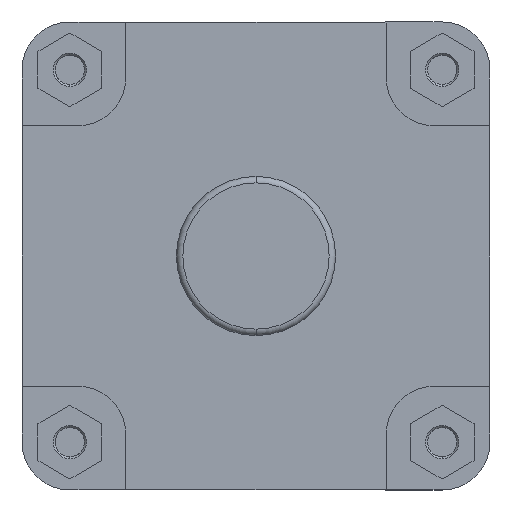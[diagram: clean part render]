
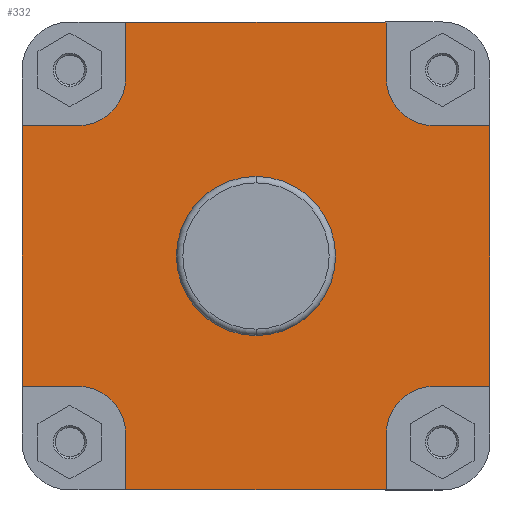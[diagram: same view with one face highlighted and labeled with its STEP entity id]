
A CAD part, left-side view. The second image highlights one B-rep face of the part: STEP entity #332.
In plain terms, the highlighted planar face has unit normal (-1, 0, 0).
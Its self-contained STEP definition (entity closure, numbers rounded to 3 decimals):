
#44 = CARTESIAN_POINT ( 'NONE',  ( 65., 0., -37.4 ) ) ;
#56 = CARTESIAN_POINT ( 'NONE',  ( 65., 0., 37.4 ) ) ;
#332 = ADVANCED_FACE ( 'NONE', ( #4624, #4619 ), #1242, .F. ) ;
#384 = VERTEX_POINT ( 'NONE', #1452 ) ;
#389 = VERTEX_POINT ( 'NONE', #1480 ) ;
#405 = VERTEX_POINT ( 'NONE', #1554 ) ;
#443 = VERTEX_POINT ( 'NONE', #1680 ) ;
#454 = VERTEX_POINT ( 'NONE', #1740 ) ;
#456 = VERTEX_POINT ( 'NONE', #1742 ) ;
#459 = VERTEX_POINT ( 'NONE', #1745 ) ;
#462 = VERTEX_POINT ( 'NONE', #1747 ) ;
#484 = VERTEX_POINT ( 'NONE', #1769 ) ;
#487 = VERTEX_POINT ( 'NONE', #1772 ) ;
#488 = VERTEX_POINT ( 'NONE', #1773 ) ;
#496 = VERTEX_POINT ( 'NONE', #1781 ) ;
#501 = VERTEX_POINT ( 'NONE', #1786 ) ;
#502 = VERTEX_POINT ( 'NONE', #1787 ) ;
#505 = VERTEX_POINT ( 'NONE', #1790 ) ;
#506 = VERTEX_POINT ( 'NONE', #1791 ) ;
#545 = EDGE_LOOP ( 'NONE', ( #2741, #2740, #2739, #2738, #2737, #2736, #2735, #2734, #2733, #2732, #2731, #2730, #2729, #2728, #2727, #2726 ) ) ;
#1233 = CARTESIAN_POINT ( 'NONE',  ( 65., 37.4, 0. ) ) ;
#1242 = PLANE ( 'NONE',  #3787 ) ;
#1243 = DIRECTION ( 'NONE',  ( 1., 0., 0. ) ) ;
#1244 = DIRECTION ( 'NONE',  ( 0., 0., -1. ) ) ;
#1452 = CARTESIAN_POINT ( 'NONE',  ( 65., 61.25, -110. ) ) ;
#1480 = CARTESIAN_POINT ( 'NONE',  ( 65., -83.75, -61.25 ) ) ;
#1554 = CARTESIAN_POINT ( 'NONE',  ( 65., 61.25, -83.75 ) ) ;
#1680 = CARTESIAN_POINT ( 'NONE',  ( 65., 110., 61.25 ) ) ;
#1740 = CARTESIAN_POINT ( 'NONE',  ( 65., -61.25, -83.75 ) ) ;
#1742 = CARTESIAN_POINT ( 'NONE',  ( 65., 83.75, 61.25 ) ) ;
#1745 = CARTESIAN_POINT ( 'NONE',  ( 65., -110., -61.25 ) ) ;
#1747 = CARTESIAN_POINT ( 'NONE',  ( 65., 110., -61.25 ) ) ;
#1769 = CARTESIAN_POINT ( 'NONE',  ( 65., -110., 61.25 ) ) ;
#1772 = CARTESIAN_POINT ( 'NONE',  ( 65., -61.25, 83.75 ) ) ;
#1773 = CARTESIAN_POINT ( 'NONE',  ( 65., 61.25, 83.75 ) ) ;
#1781 = CARTESIAN_POINT ( 'NONE',  ( 65., 61.25, 110. ) ) ;
#1786 = CARTESIAN_POINT ( 'NONE',  ( 65., 83.75, -61.25 ) ) ;
#1787 = CARTESIAN_POINT ( 'NONE',  ( 65., -61.25, -110. ) ) ;
#1790 = CARTESIAN_POINT ( 'NONE',  ( 65., -83.75, 61.25 ) ) ;
#1791 = CARTESIAN_POINT ( 'NONE',  ( 65., -61.25, 110. ) ) ;
#2291 = EDGE_CURVE ( 'NONE', #4328, #4316, #5141, .T. ) ;
#2726 = ORIENTED_EDGE ( 'NONE', *, *, #3555, .F. ) ;
#2727 = ORIENTED_EDGE ( 'NONE', *, *, #3554, .F. ) ;
#2728 = ORIENTED_EDGE ( 'NONE', *, *, #3553, .F. ) ;
#2729 = ORIENTED_EDGE ( 'NONE', *, *, #3552, .F. ) ;
#2730 = ORIENTED_EDGE ( 'NONE', *, *, #3551, .F. ) ;
#2731 = ORIENTED_EDGE ( 'NONE', *, *, #3550, .F. ) ;
#2732 = ORIENTED_EDGE ( 'NONE', *, *, #3549, .F. ) ;
#2733 = ORIENTED_EDGE ( 'NONE', *, *, #3548, .F. ) ;
#2734 = ORIENTED_EDGE ( 'NONE', *, *, #3547, .F. ) ;
#2735 = ORIENTED_EDGE ( 'NONE', *, *, #3546, .F. ) ;
#2736 = ORIENTED_EDGE ( 'NONE', *, *, #3545, .F. ) ;
#2737 = ORIENTED_EDGE ( 'NONE', *, *, #3544, .T. ) ;
#2738 = ORIENTED_EDGE ( 'NONE', *, *, #3541, .F. ) ;
#2739 = ORIENTED_EDGE ( 'NONE', *, *, #3540, .F. ) ;
#2740 = ORIENTED_EDGE ( 'NONE', *, *, #3543, .F. ) ;
#2741 = ORIENTED_EDGE ( 'NONE', *, *, #3542, .T. ) ;
#2742 = ORIENTED_EDGE ( 'NONE', *, *, #3524, .F. ) ;
#2743 = ORIENTED_EDGE ( 'NONE', *, *, #2291, .F. ) ;
#3524 = EDGE_CURVE ( 'NONE', #4316, #4328, #6734, .T. ) ;
#3540 = EDGE_CURVE ( 'NONE', #389, #454, #6759, .T. ) ;
#3541 = EDGE_CURVE ( 'NONE', #459, #389, #6758, .T. ) ;
#3542 = EDGE_CURVE ( 'NONE', #384, #502, #6754, .T. ) ;
#3543 = EDGE_CURVE ( 'NONE', #454, #502, #6747, .T. ) ;
#3544 = EDGE_CURVE ( 'NONE', #459, #484, #6756, .T. ) ;
#3545 = EDGE_CURVE ( 'NONE', #505, #484, #6765, .T. ) ;
#3546 = EDGE_CURVE ( 'NONE', #487, #505, #6769, .T. ) ;
#3547 = EDGE_CURVE ( 'NONE', #506, #487, #6768, .T. ) ;
#3548 = EDGE_CURVE ( 'NONE', #496, #506, #6767, .T. ) ;
#3549 = EDGE_CURVE ( 'NONE', #488, #496, #6772, .T. ) ;
#3550 = EDGE_CURVE ( 'NONE', #456, #488, #6776, .T. ) ;
#3551 = EDGE_CURVE ( 'NONE', #443, #456, #6775, .T. ) ;
#3552 = EDGE_CURVE ( 'NONE', #462, #443, #6774, .T. ) ;
#3553 = EDGE_CURVE ( 'NONE', #501, #462, #6779, .T. ) ;
#3554 = EDGE_CURVE ( 'NONE', #405, #501, #6784, .T. ) ;
#3555 = EDGE_CURVE ( 'NONE', #384, #405, #6783, .T. ) ;
#3787 = AXIS2_PLACEMENT_3D ( 'NONE', #1233, #1243, #1244 ) ;
#3963 = AXIS2_PLACEMENT_3D ( 'NONE', #5664, #5668, #5669 ) ;
#4066 = AXIS2_PLACEMENT_3D ( 'NONE', #6316, #6323, #6324 ) ;
#4077 = AXIS2_PLACEMENT_3D ( 'NONE', #6359, #6366, #6367 ) ;
#4079 = AXIS2_PLACEMENT_3D ( 'NONE', #6378, #6379, #6380 ) ;
#4081 = AXIS2_PLACEMENT_3D ( 'NONE', #6387, #6388, #6389 ) ;
#4082 = AXIS2_PLACEMENT_3D ( 'NONE', #6396, #6397, #6398 ) ;
#4159 = EDGE_LOOP ( 'NONE', ( #2743, #2742 ) ) ;
#4316 = VERTEX_POINT ( 'NONE', #44 ) ;
#4328 = VERTEX_POINT ( 'NONE', #56 ) ;
#4619 = FACE_OUTER_BOUND ( 'NONE', #545, .T. ) ;
#4624 = FACE_BOUND ( 'NONE', #4159, .T. ) ;
#5141 = CIRCLE ( 'NONE', #3963, 37.4 ) ;
#5664 = CARTESIAN_POINT ( 'NONE',  ( 65., 0., 0. ) ) ;
#5668 = DIRECTION ( 'NONE',  ( -1., 0., 0. ) ) ;
#5669 = DIRECTION ( 'NONE',  ( 0., 0., 1. ) ) ;
#6316 = CARTESIAN_POINT ( 'NONE',  ( 65., 0., 0. ) ) ;
#6323 = DIRECTION ( 'NONE',  ( -1., 0., 0. ) ) ;
#6324 = DIRECTION ( 'NONE',  ( 0., 0., 1. ) ) ;
#6359 = CARTESIAN_POINT ( 'NONE',  ( 65., -83.75, -83.75 ) ) ;
#6363 = CARTESIAN_POINT ( 'NONE',  ( 65., -110., -61.25 ) ) ;
#6366 = DIRECTION ( 'NONE',  ( -1., 0., 0. ) ) ;
#6367 = DIRECTION ( 'NONE',  ( 0., 0., -1. ) ) ;
#6368 = CARTESIAN_POINT ( 'NONE',  ( 65., -242.141, -110. ) ) ;
#6369 = DIRECTION ( 'NONE',  ( 0., 1., 0. ) ) ;
#6370 = CARTESIAN_POINT ( 'NONE',  ( 65., -61.25, -83.75 ) ) ;
#6371 = DIRECTION ( 'NONE',  ( 0., -1., 0. ) ) ;
#6372 = CARTESIAN_POINT ( 'NONE',  ( 65., -110., 0. ) ) ;
#6373 = DIRECTION ( 'NONE',  ( 0., 0., -1. ) ) ;
#6374 = DIRECTION ( 'NONE',  ( 0., 0., 1. ) ) ;
#6375 = CARTESIAN_POINT ( 'NONE',  ( 65., -61.25, 110. ) ) ;
#6376 = CARTESIAN_POINT ( 'NONE',  ( 65., -83.75, 61.25 ) ) ;
#6377 = DIRECTION ( 'NONE',  ( 0., -1., 0. ) ) ;
#6378 = CARTESIAN_POINT ( 'NONE',  ( 65., -83.75, 83.75 ) ) ;
#6379 = DIRECTION ( 'NONE',  ( -1., 0., 0. ) ) ;
#6380 = DIRECTION ( 'NONE',  ( 0., 0., -1. ) ) ;
#6381 = CARTESIAN_POINT ( 'NONE',  ( 65., -242.141, 110. ) ) ;
#6382 = DIRECTION ( 'NONE',  ( 0., 0., -1. ) ) ;
#6383 = DIRECTION ( 'NONE',  ( 0., -1., 0. ) ) ;
#6384 = CARTESIAN_POINT ( 'NONE',  ( 65., 110., 61.25 ) ) ;
#6385 = CARTESIAN_POINT ( 'NONE',  ( 65., 61.25, 83.75 ) ) ;
#6386 = DIRECTION ( 'NONE',  ( 0., 0., 1. ) ) ;
#6387 = CARTESIAN_POINT ( 'NONE',  ( 65., 83.75, 83.75 ) ) ;
#6388 = DIRECTION ( 'NONE',  ( -1., 0., 0. ) ) ;
#6389 = DIRECTION ( 'NONE',  ( 0., 0., -1. ) ) ;
#6390 = CARTESIAN_POINT ( 'NONE',  ( 65., 110., 0. ) ) ;
#6391 = DIRECTION ( 'NONE',  ( 0., -1., 0. ) ) ;
#6392 = DIRECTION ( 'NONE',  ( 0., 0., 1. ) ) ;
#6393 = CARTESIAN_POINT ( 'NONE',  ( 65., 61.25, -110. ) ) ;
#6394 = CARTESIAN_POINT ( 'NONE',  ( 65., 83.75, -61.25 ) ) ;
#6395 = DIRECTION ( 'NONE',  ( 0., 1., 0. ) ) ;
#6396 = CARTESIAN_POINT ( 'NONE',  ( 65., 83.75, -83.75 ) ) ;
#6397 = DIRECTION ( 'NONE',  ( -1., 0., 0. ) ) ;
#6398 = DIRECTION ( 'NONE',  ( 0., 0., -1. ) ) ;
#6401 = DIRECTION ( 'NONE',  ( 0., 0., 1. ) ) ;
#6734 = CIRCLE ( 'NONE', #4066, 37.4 ) ;
#6747 = LINE ( 'NONE', #6370, #6761 ) ;
#6754 = LINE ( 'NONE', #6368, #6760 ) ;
#6755 = VECTOR ( 'NONE', #6369, 1000. ) ;
#6756 = LINE ( 'NONE', #6372, #6763 ) ;
#6758 = LINE ( 'NONE', #6363, #6755 ) ;
#6759 = CIRCLE ( 'NONE', #4077, 22.5 ) ;
#6760 = VECTOR ( 'NONE', #6371, 1000. ) ;
#6761 = VECTOR ( 'NONE', #6373, 1000. ) ;
#6763 = VECTOR ( 'NONE', #6374, 1000. ) ;
#6764 = VECTOR ( 'NONE', #6382, 1000. ) ;
#6765 = LINE ( 'NONE', #6376, #6766 ) ;
#6766 = VECTOR ( 'NONE', #6377, 1000. ) ;
#6767 = LINE ( 'NONE', #6381, #6770 ) ;
#6768 = LINE ( 'NONE', #6375, #6764 ) ;
#6769 = CIRCLE ( 'NONE', #4079, 22.5 ) ;
#6770 = VECTOR ( 'NONE', #6383, 1000. ) ;
#6771 = VECTOR ( 'NONE', #6391, 1000. ) ;
#6772 = LINE ( 'NONE', #6385, #6773 ) ;
#6773 = VECTOR ( 'NONE', #6386, 1000. ) ;
#6774 = LINE ( 'NONE', #6390, #6777 ) ;
#6775 = LINE ( 'NONE', #6384, #6771 ) ;
#6776 = CIRCLE ( 'NONE', #4081, 22.5 ) ;
#6777 = VECTOR ( 'NONE', #6392, 1000. ) ;
#6778 = VECTOR ( 'NONE', #6401, 1000. ) ;
#6779 = LINE ( 'NONE', #6394, #6780 ) ;
#6780 = VECTOR ( 'NONE', #6395, 1000. ) ;
#6783 = LINE ( 'NONE', #6393, #6778 ) ;
#6784 = CIRCLE ( 'NONE', #4082, 22.5 ) ;
